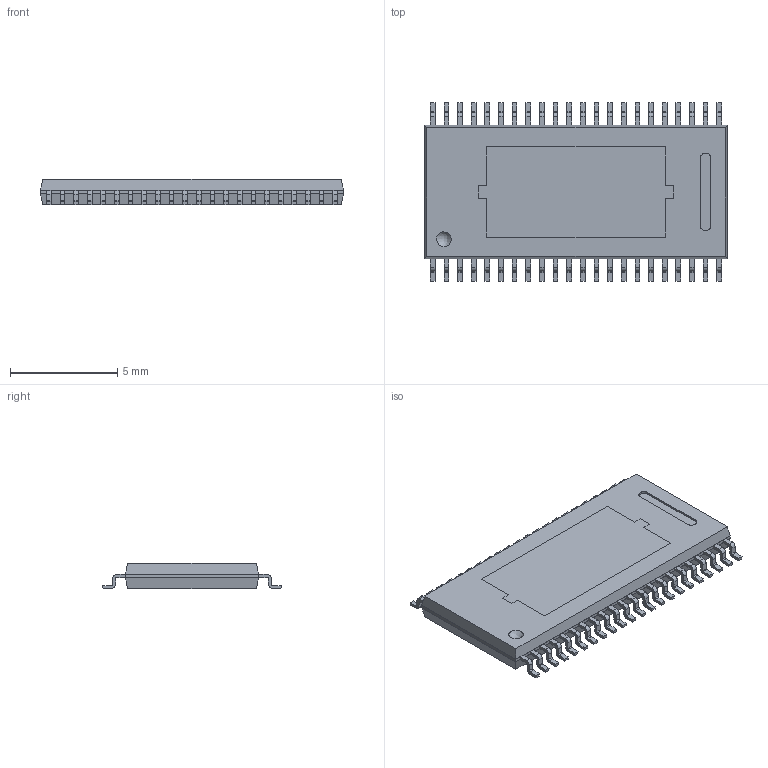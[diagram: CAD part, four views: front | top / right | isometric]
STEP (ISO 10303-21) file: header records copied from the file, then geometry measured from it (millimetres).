
FILE_DESCRIPTION (( 'STEP AP214' ), '1' );
FILE_NAME ('User Library-HTSSOP44-0_65.STEP', '2019-12-04T07:49:26', ( '' ), ( '' ), 'SwSTEP 2.0', 'SolidWorks 2019', '' );
FILE_SCHEMA (( 'AUTOMOTIVE_DESIGN' ));
Length unit declared in the file: millimetre
Products named in the file (6): Fusion; Cut001; HTSSOP44_0_65045; User Library-HTSSOP44-0_65; HTSSOP44_0_65049; Chamfer001
Assembly tree (5 placements, depth 2):
  User Library-HTSSOP44-0_65
    Cut001
    Chamfer001
    Fusion
    HTSSOP44_0_65049
    HTSSOP44_0_65045
Bounding box: 14.1 x 8.3 x 1.2 mm (x, y, z)
Volume: 110 mm3; surface area: 691.7 mm2
Topology: 48 solids, 48 shells, 666 faces, 1698 edges, 1130 vertices
Faces by surface type: plane 485, cylinder 180, bspline 1
Entity records: 28014 total; most frequent: CARTESIAN_POINT 3535, DIRECTION 3402, ORIENTED_EDGE 3396, EDGE_CURVE 1698, VECTOR 1336, LINE 1336, VERTEX_POINT 1130, AXIS2_PLACEMENT_3D 1033
